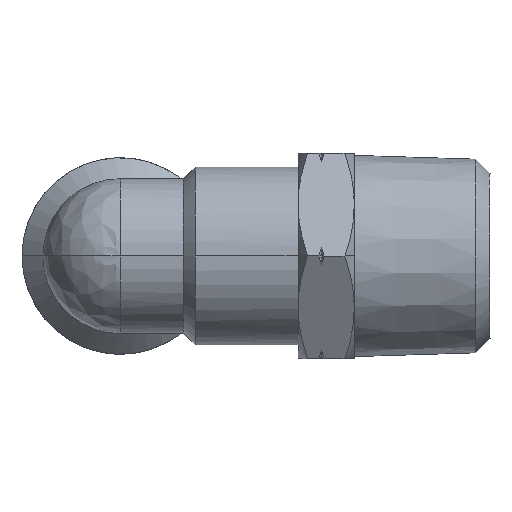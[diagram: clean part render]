
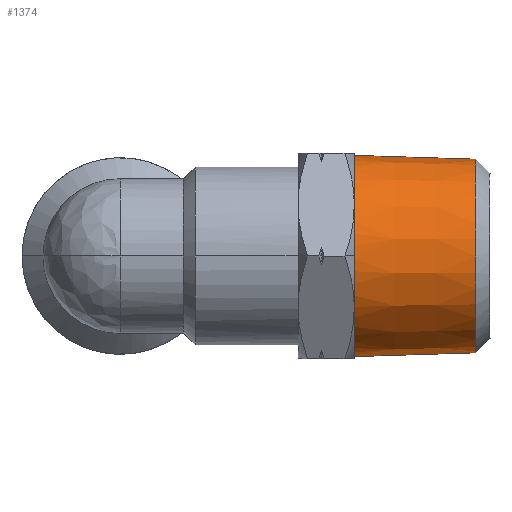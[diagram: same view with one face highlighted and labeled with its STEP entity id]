
A CAD part, left-side view. The second image highlights one B-rep face of the part: STEP entity #1374.
In plain terms, the highlighted conical face has half-angle 1.79 degrees and reference radius 10.75 mm.
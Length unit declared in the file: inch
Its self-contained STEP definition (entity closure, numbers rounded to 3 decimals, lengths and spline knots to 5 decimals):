
#145 = EDGE_CURVE ( 'NONE', #1205, #3877, #1765, .T. ) ;
#175 = AXIS2_PLACEMENT_3D ( 'NONE', #3468, #822, #3898 ) ;
#191 = CARTESIAN_POINT ( 'NONE',  ( 0., -0.74806, -0.40723 ) ) ;
#333 = CARTESIAN_POINT ( 'NONE',  ( 0., -0.23622, 0.42323 ) ) ;
#494 = DIRECTION ( 'NONE',  ( 0., 1., 0. ) ) ;
#697 = EDGE_CURVE ( 'NONE', #1127, #5512, #4048, .T. ) ;
#716 = EDGE_CURVE ( 'NONE', #3877, #5512, #1686, .T. ) ;
#822 = DIRECTION ( 'NONE',  ( 0., -1., 0. ) ) ;
#851 = ORIENTED_EDGE ( 'NONE', *, *, #697, .F. ) ;
#996 = CARTESIAN_POINT ( 'NONE',  ( 0., -0.23622, -0.42323 ) ) ;
#1127 = VERTEX_POINT ( 'NONE', #191 ) ;
#1205 = VERTEX_POINT ( 'NONE', #4147 ) ;
#1242 = CARTESIAN_POINT ( 'NONE',  ( 0., -0.23622, 0.42323 ) ) ;
#1310 = EDGE_LOOP ( 'NONE', ( #851, #5209, #3213, #2002 ) ) ;
#1374 = ADVANCED_FACE ( 'NONE', ( #2113 ), #2898, .T. ) ;
#1640 = CIRCLE ( 'NONE', #175, 0.40723 ) ;
#1686 = B_SPLINE_CURVE_WITH_KNOTS ( 'NONE', 3,
 ( #4347, #4736, #4379, #4458, #4440, #4421, #4362, #4072, #4327, #4088, #3949, #4054, #4034, #3992, #3673, #4015, #3972, #3907 ),
 .UNSPECIFIED., .F., .F.,
 ( 4, 2, 2, 2, 2, 2, 2, 2, 4 ),
 ( 0.75, 0.8125, 0.875, 0.9375, 1., 1.0625, 1.125, 1.1875, 1.25 ),
 .UNSPECIFIED. ) ;
#1765 = LINE ( 'NONE', #1242, #4670 ) ;
#2002 = ORIENTED_EDGE ( 'NONE', *, *, #716, .T. ) ;
#2113 = FACE_OUTER_BOUND ( 'NONE', #1310, .T. ) ;
#2179 = DIRECTION ( 'NONE',  ( 0., 1., 0.031 ) ) ;
#2898 = CONICAL_SURFACE ( 'NONE', #4476, 0.42323, 0.031 ) ;
#3213 = ORIENTED_EDGE ( 'NONE', *, *, #145, .T. ) ;
#3468 = CARTESIAN_POINT ( 'NONE',  ( 0., -0.74806, 0. ) ) ;
#3673 = CARTESIAN_POINT ( 'NONE',  ( -0.21315, -0.23622, -0.36981 ) ) ;
#3877 = VERTEX_POINT ( 'NONE', #333 ) ;
#3898 = DIRECTION ( 'NONE',  ( -1., 0., 0. ) ) ;
#3907 = CARTESIAN_POINT ( 'NONE',  ( 0., -0.23622, -0.42323 ) ) ;
#3949 = CARTESIAN_POINT ( 'NONE',  ( -0.41221, -0.23622, -0.11078 ) ) ;
#3972 = CARTESIAN_POINT ( 'NONE',  ( -0.0554, -0.23622, -0.42323 ) ) ;
#3992 = CARTESIAN_POINT ( 'NONE',  ( -0.26009, -0.23622, -0.33844 ) ) ;
#3993 = VECTOR ( 'NONE', #4782, 39.37008 ) ;
#4015 = CARTESIAN_POINT ( 'NONE',  ( -0.11078, -0.23622, -0.41221 ) ) ;
#4034 = CARTESIAN_POINT ( 'NONE',  ( -0.33844, -0.23622, -0.26009 ) ) ;
#4048 = LINE ( 'NONE', #4560, #3993 ) ;
#4054 = CARTESIAN_POINT ( 'NONE',  ( -0.36981, -0.23622, -0.21315 ) ) ;
#4072 = CARTESIAN_POINT ( 'NONE',  ( -0.41221, -0.23622, 0.11078 ) ) ;
#4088 = CARTESIAN_POINT ( 'NONE',  ( -0.42323, -0.23622, -0.0554 ) ) ;
#4147 = CARTESIAN_POINT ( 'NONE',  ( 0., -0.74806, 0.40723 ) ) ;
#4327 = CARTESIAN_POINT ( 'NONE',  ( -0.42323, -0.23622, 0.0554 ) ) ;
#4347 = CARTESIAN_POINT ( 'NONE',  ( 0., -0.23622, 0.42323 ) ) ;
#4362 = CARTESIAN_POINT ( 'NONE',  ( -0.36981, -0.23622, 0.21315 ) ) ;
#4379 = CARTESIAN_POINT ( 'NONE',  ( -0.11078, -0.23622, 0.41221 ) ) ;
#4421 = CARTESIAN_POINT ( 'NONE',  ( -0.33844, -0.23622, 0.26009 ) ) ;
#4440 = CARTESIAN_POINT ( 'NONE',  ( -0.26009, -0.23622, 0.33844 ) ) ;
#4458 = CARTESIAN_POINT ( 'NONE',  ( -0.21315, -0.23622, 0.36981 ) ) ;
#4476 = AXIS2_PLACEMENT_3D ( 'NONE', #5285, #494, #5301 ) ;
#4560 = CARTESIAN_POINT ( 'NONE',  ( 0., -0.23622, -0.42323 ) ) ;
#4670 = VECTOR ( 'NONE', #2179, 39.37008 ) ;
#4736 = CARTESIAN_POINT ( 'NONE',  ( -0.0554, -0.23622, 0.42323 ) ) ;
#4782 = DIRECTION ( 'NONE',  ( 0., 1., -0.031 ) ) ;
#4807 = EDGE_CURVE ( 'NONE', #1205, #1127, #1640, .T. ) ;
#5209 = ORIENTED_EDGE ( 'NONE', *, *, #4807, .F. ) ;
#5285 = CARTESIAN_POINT ( 'NONE',  ( 0., -0.23622, 0. ) ) ;
#5301 = DIRECTION ( 'NONE',  ( 0., 0., 1. ) ) ;
#5512 = VERTEX_POINT ( 'NONE', #996 ) ;
